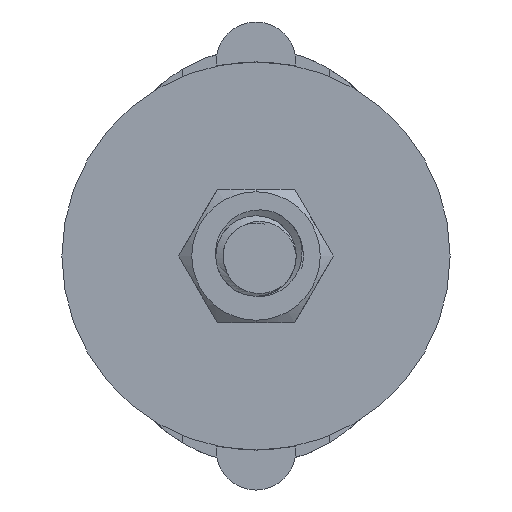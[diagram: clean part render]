
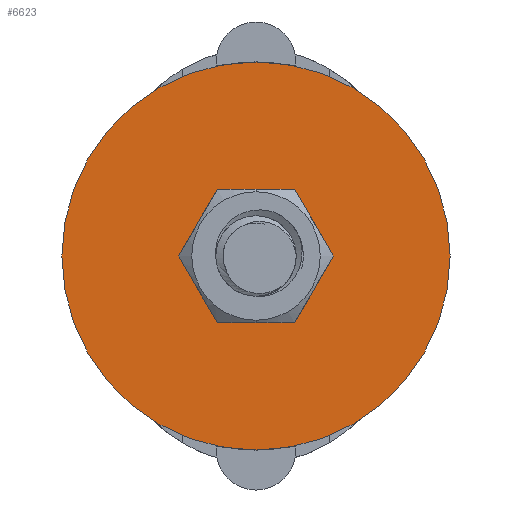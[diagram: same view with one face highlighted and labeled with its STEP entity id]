
A CAD part, front view. The second image highlights one B-rep face of the part: STEP entity #6623.
In plain terms, the highlighted planar face has unit normal (0, -1, 0).
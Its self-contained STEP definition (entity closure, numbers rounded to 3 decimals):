
#278 = ORIENTED_EDGE ( 'NONE', *, *, #13063, .T. ) ;
#404 = DIRECTION ( 'NONE',  ( 0., 1., 0. ) ) ;
#748 = EDGE_CURVE ( 'NONE', #3370, #8600, #3973, .T. ) ;
#1196 = CARTESIAN_POINT ( 'NONE',  ( 0., -5.2, 0. ) ) ;
#2166 = ORIENTED_EDGE ( 'NONE', *, *, #11755, .F. ) ;
#2740 = VERTEX_POINT ( 'NONE', #10302 ) ;
#3218 = DIRECTION ( 'NONE',  ( 0., 1., 0. ) ) ;
#3370 = VERTEX_POINT ( 'NONE', #9975 ) ;
#3721 = CIRCLE ( 'NONE', #11629, 14.5 ) ;
#3973 = CIRCLE ( 'NONE', #11488, 3.5 ) ;
#4021 = CARTESIAN_POINT ( 'NONE',  ( 0., -5.2, -3.5 ) ) ;
#4041 = DIRECTION ( 'NONE',  ( 0., 0., 1. ) ) ;
#4906 = VERTEX_POINT ( 'NONE', #7616 ) ;
#5036 = CARTESIAN_POINT ( 'NONE',  ( 0., -5.2, 0. ) ) ;
#5067 = DIRECTION ( 'NONE',  ( 0., 1., 0. ) ) ;
#5404 = AXIS2_PLACEMENT_3D ( 'NONE', #5841, #5067, #4041 ) ;
#5579 = DIRECTION ( 'NONE',  ( 0., 0., 1. ) ) ;
#5841 = CARTESIAN_POINT ( 'NONE',  ( 0., -5.2, 0. ) ) ;
#6623 = ADVANCED_FACE ( 'NONE', ( #11145, #7111 ), #9809, .F. ) ;
#7111 = FACE_OUTER_BOUND ( 'NONE', #10036, .T. ) ;
#7166 = DIRECTION ( 'NONE',  ( 0., 0., 1. ) ) ;
#7616 = CARTESIAN_POINT ( 'NONE',  ( 0., -5.2, -14.5 ) ) ;
#7770 = AXIS2_PLACEMENT_3D ( 'NONE', #1196, #13206, #9178 ) ;
#7808 = CARTESIAN_POINT ( 'NONE',  ( 0., -5.2, 0. ) ) ;
#8000 = ORIENTED_EDGE ( 'NONE', *, *, #9940, .F. ) ;
#8426 = CIRCLE ( 'NONE', #7770, 14.5 ) ;
#8440 = CARTESIAN_POINT ( 'NONE',  ( 0., -5.2, 0. ) ) ;
#8600 = VERTEX_POINT ( 'NONE', #4021 ) ;
#9178 = DIRECTION ( 'NONE',  ( 0., 0., 1. ) ) ;
#9809 = PLANE ( 'NONE',  #13093 ) ;
#9877 = DIRECTION ( 'NONE',  ( 0., 1., 0. ) ) ;
#9940 = EDGE_CURVE ( 'NONE', #4906, #2740, #8426, .T. ) ;
#9975 = CARTESIAN_POINT ( 'NONE',  ( 0., -5.2, 3.5 ) ) ;
#10036 = EDGE_LOOP ( 'NONE', ( #2166, #8000 ) ) ;
#10195 = DIRECTION ( 'NONE',  ( 0., 0., 1. ) ) ;
#10302 = CARTESIAN_POINT ( 'NONE',  ( 0., -5.2, 14.5 ) ) ;
#11145 = FACE_BOUND ( 'NONE', #12202, .T. ) ;
#11488 = AXIS2_PLACEMENT_3D ( 'NONE', #8440, #404, #5579 ) ;
#11629 = AXIS2_PLACEMENT_3D ( 'NONE', #5036, #3218, #7166 ) ;
#11755 = EDGE_CURVE ( 'NONE', #2740, #4906, #3721, .T. ) ;
#11813 = CIRCLE ( 'NONE', #5404, 3.5 ) ;
#12202 = EDGE_LOOP ( 'NONE', ( #12333, #278 ) ) ;
#12333 = ORIENTED_EDGE ( 'NONE', *, *, #748, .T. ) ;
#13063 = EDGE_CURVE ( 'NONE', #8600, #3370, #11813, .T. ) ;
#13093 = AXIS2_PLACEMENT_3D ( 'NONE', #7808, #9877, #10195 ) ;
#13206 = DIRECTION ( 'NONE',  ( 0., 1., 0. ) ) ;
